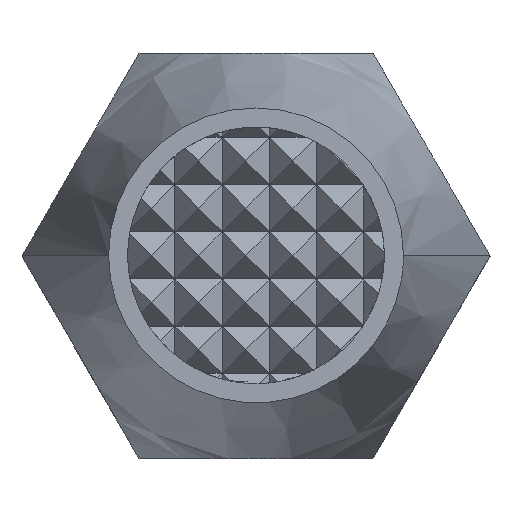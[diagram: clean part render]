
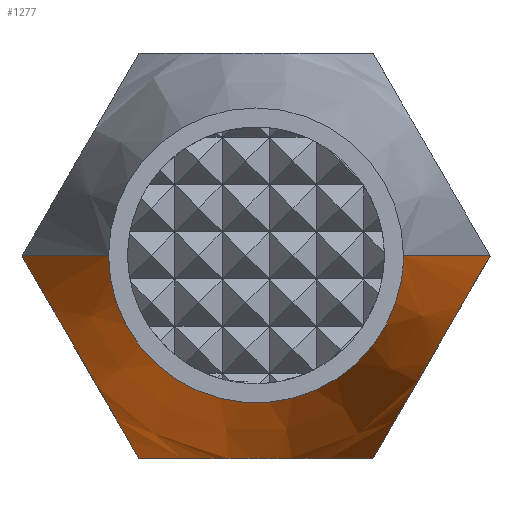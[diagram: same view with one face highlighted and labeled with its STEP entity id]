
A CAD part, top view. The second image highlights one B-rep face of the part: STEP entity #1277.
In plain terms, the highlighted conical face has half-angle 15 degrees and reference radius 8.925 mm.
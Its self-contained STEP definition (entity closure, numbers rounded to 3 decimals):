
#825=EDGE_CURVE('',#1745,#1089,#2123,.T.);
#963=EDGE_CURVE('',#1069,#1795,#2277,.T.);
#977=VERTEX_POINT('',#2293);
#1069=VERTEX_POINT('',#2394);
#1089=VERTEX_POINT('',#2420);
#1109=EDGE_CURVE('',#1273,#1069,#2443,.T.);
#1273=VERTEX_POINT('',#2631);
#1277=ADVANCED_FACE('',(#2636),#2637,.T.);
#1301=EDGE_CURVE('',#977,#1273,#2663,.T.);
#1391=EDGE_CURVE('',#1089,#977,#2763,.T.);
#1595=EDGE_CURVE('',#1609,#1745,#2996,.T.);
#1609=VERTEX_POINT('',#3012);
#1745=VERTEX_POINT('',#3166);
#1795=VERTEX_POINT('',#3222);
#1889=EDGE_CURVE('',#1795,#1609,#3334,.T.);
#2123=CIRCLE('',#3691,6.9);
#2277=(B_SPLINE_CURVE(2,(#3907,#3908,#3909),.UNSPECIFIED.,.F.,.F.)B_SPLINE_CURVE_WITH_KNOTS((3,3),(0.0,15.486),.UNSPECIFIED.)RATIONAL_B_SPLINE_CURVE((1.0,1.155,1.0))BOUNDED_CURVE()REPRESENTATION_ITEM('')GEOMETRIC_REPRESENTATION_ITEM()CURVE());
#2293=CARTESIAN_POINT('',(-10.95,0.,8.485));
#2394=CARTESIAN_POINT('',(5.475,-9.483,8.485));
#2420=CARTESIAN_POINT('',(-6.9,0.,23.6));
#2443=(B_SPLINE_CURVE(2,(#4160,#4161,#4162),.UNSPECIFIED.,.F.,.F.)B_SPLINE_CURVE_WITH_KNOTS((3,3),(0.0,15.486),.UNSPECIFIED.)RATIONAL_B_SPLINE_CURVE((1.0,1.155,1.0))BOUNDED_CURVE()REPRESENTATION_ITEM('')GEOMETRIC_REPRESENTATION_ITEM()CURVE());
#2631=CARTESIAN_POINT('',(-5.475,-9.483,8.485));
#2636=FACE_OUTER_BOUND('',#4443,.T.);
#2637=CONICAL_SURFACE('',#4444,8.925,0.262);
#2663=(B_SPLINE_CURVE(2,(#4484,#4485,#4486),.UNSPECIFIED.,.F.,.F.)B_SPLINE_CURVE_WITH_KNOTS((3,3),(0.0,15.486),.UNSPECIFIED.)RATIONAL_B_SPLINE_CURVE((1.0,1.155,1.0))BOUNDED_CURVE()REPRESENTATION_ITEM('')GEOMETRIC_REPRESENTATION_ITEM()CURVE());
#2763=LINE('',#4615,#4616);
#2996=CIRCLE('',#4947,6.9);
#3012=CARTESIAN_POINT('',(6.9,0.,23.6));
#3166=CARTESIAN_POINT('',(6.811,-1.104,23.6));
#3222=CARTESIAN_POINT('',(10.95,0.,8.485));
#3334=LINE('',#5431,#5432);
#3691=AXIS2_PLACEMENT_3D('',#5710,#5711,#5712);
#3907=CARTESIAN_POINT('',(5.475,-9.483,8.485));
#3908=CARTESIAN_POINT('',(8.212,-4.741,18.702));
#3909=CARTESIAN_POINT('',(10.95,0.,8.485));
#4160=CARTESIAN_POINT('',(-5.475,-9.483,8.485));
#4161=CARTESIAN_POINT('',(0.,-9.483,18.702));
#4162=CARTESIAN_POINT('',(5.475,-9.483,8.485));
#4443=EDGE_LOOP('',(#6349,#6350,#6351,#6352,#6353,#6354,#6355));
#4444=AXIS2_PLACEMENT_3D('',#6356,#6357,#6358);
#4484=CARTESIAN_POINT('',(-10.95,0.,8.485));
#4485=CARTESIAN_POINT('',(-8.213,-4.741,18.702));
#4486=CARTESIAN_POINT('',(-5.475,-9.483,8.485));
#4615=CARTESIAN_POINT('',(-8.925,0.,16.043));
#4616=VECTOR('',#6478,1.0);
#4947=AXIS2_PLACEMENT_3D('',#6770,#6771,#6772);
#5431=CARTESIAN_POINT('',(8.925,0.,16.043));
#5432=VECTOR('',#7245,1.0);
#5710=CARTESIAN_POINT('',(0.,0.,23.6));
#5711=DIRECTION('',(-0.0,0.0,-1.0));
#5712=DIRECTION('',(-1.0,0.,0.0));
#6349=ORIENTED_EDGE('',*,*,#1391,.T.);
#6350=ORIENTED_EDGE('',*,*,#1301,.T.);
#6351=ORIENTED_EDGE('',*,*,#1109,.T.);
#6352=ORIENTED_EDGE('',*,*,#963,.T.);
#6353=ORIENTED_EDGE('',*,*,#1889,.T.);
#6354=ORIENTED_EDGE('',*,*,#1595,.T.);
#6355=ORIENTED_EDGE('',*,*,#825,.T.);
#6356=CARTESIAN_POINT('',(0.,0.,16.043));
#6357=DIRECTION('',(-0.0,-0.0,-1.0));
#6358=DIRECTION('',(-1.0,0.,0.0));
#6478=DIRECTION('',(-0.259,0.,-0.966));
#6770=CARTESIAN_POINT('',(0.,0.,23.6));
#6771=DIRECTION('',(-0.0,0.0,-1.0));
#6772=DIRECTION('',(-1.0,0.,0.0));
#7245=DIRECTION('',(-0.259,0.,0.966));
